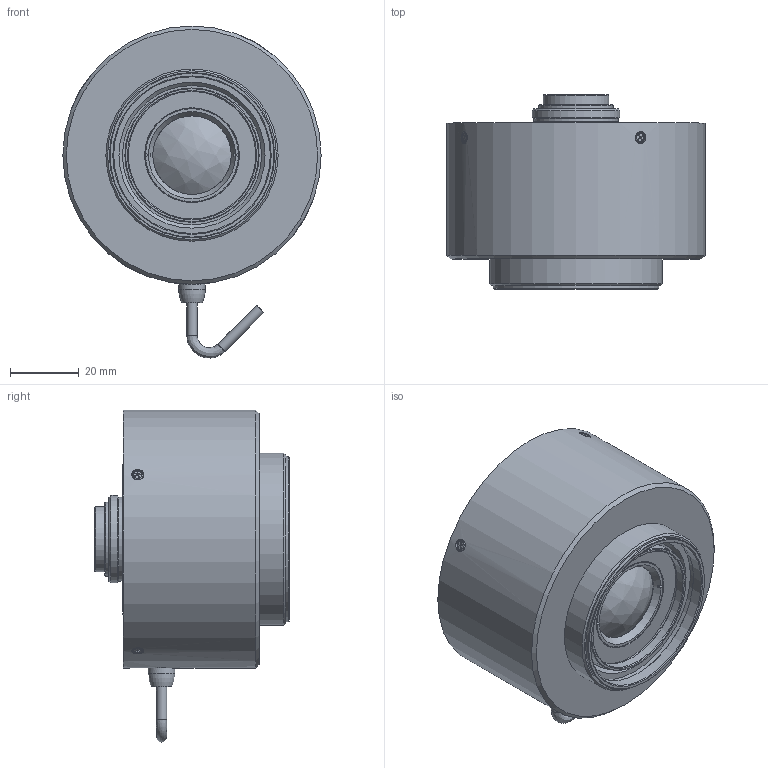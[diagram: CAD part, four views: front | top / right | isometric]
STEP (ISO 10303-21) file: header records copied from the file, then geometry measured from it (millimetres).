
FILE_DESCRIPTION (( 'STEP AP203' ), '1' );
FILE_NAME ('600116.STEP', '2025-02-08T07:07:05', ( 'Windows User' ), ( 'P R C' ), 'SwSTEP 2.0', 'SolidWorks 2020', '' );
FILE_SCHEMA (( 'CONFIG_CONTROL_DESIGN' ));
Length unit declared in the file: millimetre
Products named in the file (1): 600116
Bounding box: 75 x 56.4 x 96.39 mm (x, y, z)
Surface area: 23019 mm2 (no closed solid volume)
Topology: 0 solids, 12 shells, 424 faces, 1039 edges, 686 vertices
Faces by surface type: plane 287, cylinder 83, cone 41, bspline 12, torus 1
Full cylindrical faces by diameter (mm): 1.7 x3, 1.8 x3, 2 x9, 2.2 x9, 3 x14, 3.5 x7, 3.6 x1, 4 x4, 7.699 x1, 15.3 x1, 19 x1, 21.498 x1, 22.8 x1, 24.398 x1, 25.4 x1, 33.5 x1, 37 x1, 37.5 x1, 39 x1, 44 x1, 45.5 x1, 46 x1, 48 x1, 50 x1, 75 x1
Entity records: 12689 total; most frequent: CARTESIAN_POINT 3238, DIRECTION 1868, ORIENTED_EDGE 1774, EDGE_CURVE 888, LINE 642, VECTOR 642, VERTEX_POINT 642, AXIS2_PLACEMENT_3D 613
